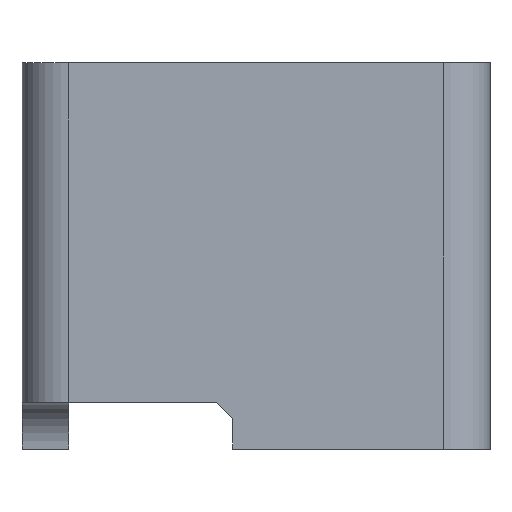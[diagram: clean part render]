
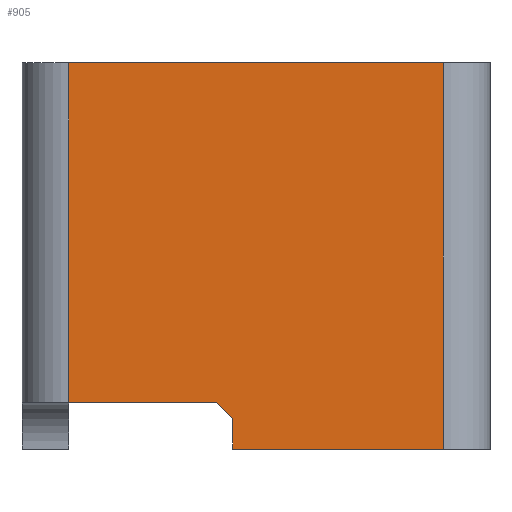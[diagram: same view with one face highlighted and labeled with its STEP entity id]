
A CAD part, left-side view. The second image highlights one B-rep face of the part: STEP entity #905.
In plain terms, the highlighted planar face has unit normal (-1, 0, 0).
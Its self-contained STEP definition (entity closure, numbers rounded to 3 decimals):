
#184=CARTESIAN_POINT('',(-1.625,0.1,0.0));
#185=VERTEX_POINT('',#184);
#186=CARTESIAN_POINT('',(-1.625,0.1,0.129));
#187=VERTEX_POINT('',#186);
#188=CARTESIAN_POINT('',(-1.625,0.1,0.0));
#189=DIRECTION('',(0.,0.0,1.0));
#190=VECTOR('',#189,0.129);
#191=LINE('',#188,#190);
#192=EDGE_CURVE('',#185,#187,#191,.T.);
#851=CARTESIAN_POINT('',(-1.625,0.8,1.65));
#852=DIRECTION('',(1.0,0.0,0.0));
#853=DIRECTION('',(0.0,0.0,-1.0));
#854=AXIS2_PLACEMENT_3D('',#851,#852,#853);
#855=PLANE('',#854);
#856=CARTESIAN_POINT('',(-1.625,0.8,1.65));
#857=VERTEX_POINT('',#856);
#858=CARTESIAN_POINT('',(-1.625,0.8,0.2));
#859=VERTEX_POINT('',#858);
#860=CARTESIAN_POINT('',(-1.625,0.8,1.65));
#861=DIRECTION('',(0.0,0.0,-1.0));
#862=VECTOR('',#861,1.45);
#863=LINE('',#860,#862);
#864=EDGE_CURVE('',#857,#859,#863,.T.);
#865=ORIENTED_EDGE('',*,*,#864,.T.);
#866=CARTESIAN_POINT('',(-1.625,0.171,0.2));
#867=VERTEX_POINT('',#866);
#868=CARTESIAN_POINT('',(-1.625,0.171,0.2));
#869=DIRECTION('',(-0.0,1.0,0.0));
#870=VECTOR('',#869,0.629);
#871=LINE('',#868,#870);
#872=EDGE_CURVE('',#867,#859,#871,.T.);
#873=ORIENTED_EDGE('',*,*,#872,.F.);
#874=CARTESIAN_POINT('',(-1.625,0.1,0.129));
#875=DIRECTION('',(0.0,0.707,0.707));
#876=VECTOR('',#875,0.1);
#877=LINE('',#874,#876);
#878=EDGE_CURVE('',#187,#867,#877,.T.);
#879=ORIENTED_EDGE('',*,*,#878,.F.);
#880=ORIENTED_EDGE('',*,*,#192,.F.);
#881=CARTESIAN_POINT('',(-1.625,-0.8,0.0));
#882=VERTEX_POINT('',#881);
#883=CARTESIAN_POINT('',(-1.625,0.1,0.0));
#884=DIRECTION('',(0.0,-1.0,0.0));
#885=VECTOR('',#884,0.9);
#886=LINE('',#883,#885);
#887=EDGE_CURVE('',#185,#882,#886,.T.);
#888=ORIENTED_EDGE('',*,*,#887,.T.);
#889=CARTESIAN_POINT('',(-1.625,-0.8,1.65));
#890=VERTEX_POINT('',#889);
#891=CARTESIAN_POINT('',(-1.625,-0.8,1.65));
#892=DIRECTION('',(0.0,0.0,-1.0));
#893=VECTOR('',#892,1.65);
#894=LINE('',#891,#893);
#895=EDGE_CURVE('',#890,#882,#894,.T.);
#896=ORIENTED_EDGE('',*,*,#895,.F.);
#897=CARTESIAN_POINT('',(-1.625,0.8,1.65));
#898=DIRECTION('',(0.0,-1.0,0.0));
#899=VECTOR('',#898,1.6);
#900=LINE('',#897,#899);
#901=EDGE_CURVE('',#857,#890,#900,.T.);
#902=ORIENTED_EDGE('',*,*,#901,.F.);
#903=EDGE_LOOP('',(#865,#873,#879,#880,#888,#896,#902));
#904=FACE_BOUND('',#903,.T.);
#905=ADVANCED_FACE('',(#904),#855,.F.);
